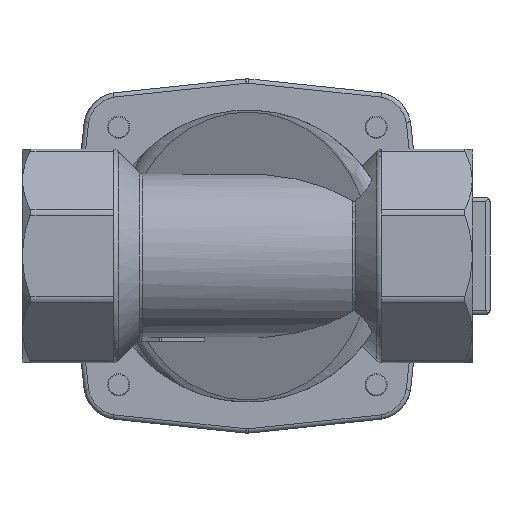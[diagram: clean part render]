
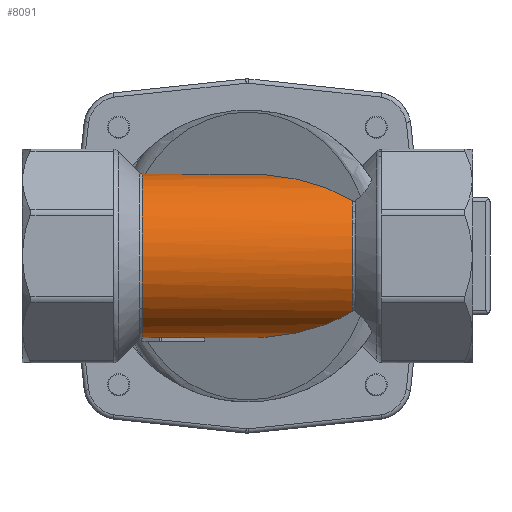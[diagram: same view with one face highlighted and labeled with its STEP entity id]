
A CAD part, front view. The second image highlights one B-rep face of the part: STEP entity #8091.
In plain terms, the highlighted cylindrical face has radius 19.1 mm (diameter 38.2 mm), a partial arc.
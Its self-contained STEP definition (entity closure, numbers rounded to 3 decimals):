
#112=CARTESIAN_POINT('',(-20.454,-2.727,-18.904));
#113=VERTEX_POINT('',#112);
#114=CARTESIAN_POINT('',(-24.436,-0.339,-19.097));
#115=VERTEX_POINT('',#114);
#116=CARTESIAN_POINT('',(-25.0,0.0,0.0));
#117=DIRECTION('',(0.514,0.857,0.0));
#118=DIRECTION('',(-0.857,0.514,0.0));
#119=AXIS2_PLACEMENT_3D('',#116,#117,#118);
#120=ELLIPSE('',#119,37.124,19.1);
#121=EDGE_CURVE('',#113,#115,#120,.T.);
#2968=CARTESIAN_POINT('',(24.436,-14.108,-12.875));
#2969=VERTEX_POINT('',#2968);
#2983=CARTESIAN_POINT('',(-24.436,14.108,-12.875));
#2984=VERTEX_POINT('',#2983);
#2985=CARTESIAN_POINT('',(0.0,0.0,0.0));
#2986=DIRECTION('',(-0.5,-0.866,0.0));
#2987=DIRECTION('',(-0.866,0.5,0.0));
#2988=AXIS2_PLACEMENT_3D('',#2985,#2986,#2987);
#2989=ELLIPSE('',#2988,38.2,19.1);
#2990=EDGE_CURVE('',#2969,#2984,#2989,.F.);
#3014=CARTESIAN_POINT('',(24.436,-14.108,12.875));
#3015=VERTEX_POINT('',#3014);
#3040=CARTESIAN_POINT('',(-24.436,14.108,12.875));
#3041=VERTEX_POINT('',#3040);
#3055=CARTESIAN_POINT('',(0.0,0.0,0.0));
#3056=DIRECTION('',(-0.5,-0.866,0.0));
#3057=DIRECTION('',(-0.866,0.5,0.0));
#3058=AXIS2_PLACEMENT_3D('',#3055,#3056,#3057);
#3059=ELLIPSE('',#3058,38.2,19.1);
#3060=EDGE_CURVE('',#3041,#3015,#3059,.F.);
#7925=CARTESIAN_POINT('',(24.436,0.0,0.0));
#7926=DIRECTION('',(-1.0,0.0,0.0));
#7927=DIRECTION('',(0.0,0.0,1.0));
#7928=AXIS2_PLACEMENT_3D('',#7925,#7926,#7927);
#7929=CIRCLE('',#7928,19.1);
#7930=EDGE_CURVE('',#2969,#3015,#7929,.T.);
#7935=CARTESIAN_POINT('',(-36.5,0.0,0.0));
#7936=DIRECTION('',(1.0,0.0,0.0));
#7937=DIRECTION('',(0.0,0.0,1.0));
#7938=AXIS2_PLACEMENT_3D('',#7935,#7936,#7937);
#7939=CYLINDRICAL_SURFACE('',#7938,19.1);
#7940=ORIENTED_EDGE('',*,*,#3060,.F.);
#7941=CARTESIAN_POINT('',(-24.436,0.0,0.0));
#7942=DIRECTION('',(-1.0,0.0,0.0));
#7943=DIRECTION('',(0.0,0.0,1.0));
#7944=AXIS2_PLACEMENT_3D('',#7941,#7942,#7943);
#7945=CIRCLE('',#7944,19.1);
#7946=EDGE_CURVE('',#115,#3041,#7945,.T.);
#7947=ORIENTED_EDGE('',*,*,#7946,.F.);
#7948=ORIENTED_EDGE('',*,*,#121,.F.);
#7949=CARTESIAN_POINT('',(-20.388,-2.757,-18.9));
#7950=VERTEX_POINT('',#7949);
#7951=CARTESIAN_POINT('',(-20.3,-2.475,-18.94));
#7952=DIRECTION('',(0.001,-0.141,-0.99));
#7953=DIRECTION('',(-0.518,-0.847,0.12));
#7954=AXIS2_PLACEMENT_3D('',#7951,#7952,#7953);
#7955=CIRCLE('',#7954,0.299);
#7956=EDGE_CURVE('',#7950,#113,#7955,.T.);
#7957=ORIENTED_EDGE('',*,*,#7956,.F.);
#7958=CARTESIAN_POINT('',(-20.212,-2.757,-18.9));
#7959=VERTEX_POINT('',#7958);
#7960=CARTESIAN_POINT('',(-20.212,-2.757,-18.9));
#7961=DIRECTION('',(-1.0,0.0,0.0));
#7962=VECTOR('',#7961,0.177);
#7963=LINE('',#7960,#7962);
#7964=EDGE_CURVE('',#7950,#7959,#7963,.F.);
#7965=ORIENTED_EDGE('',*,*,#7964,.T.);
#7966=CARTESIAN_POINT('',(-20.0,-2.47,-18.94));
#7967=VERTEX_POINT('',#7966);
#7968=CARTESIAN_POINT('',(-20.,-2.47,-18.94));
#7969=CARTESIAN_POINT('',(-20.,-2.508,-18.935));
#7970=CARTESIAN_POINT('',(-20.008,-2.548,-18.929));
#7971=CARTESIAN_POINT('',(-20.038,-2.622,-18.919));
#7972=CARTESIAN_POINT('',(-20.061,-2.656,-18.914));
#7973=CARTESIAN_POINT('',(-20.115,-2.709,-18.907));
#7974=CARTESIAN_POINT('',(-20.148,-2.732,-18.904));
#7975=CARTESIAN_POINT('',(-20.194,-2.751,-18.901));
#7976=CARTESIAN_POINT('',(-20.203,-2.754,-18.9));
#7977=CARTESIAN_POINT('',(-20.212,-2.757,-18.9));
#7978=B_SPLINE_CURVE_WITH_KNOTS('',3,(#7968,#7969,#7970,#7971,#7972,#7973,#7974,#7975,#7976,#7977),.UNSPECIFIED.,.F.,.U.,(4,2,2,2,4),(0.136,0.148,0.159,0.17,0.173),.UNSPECIFIED.);
#7979=EDGE_CURVE('',#7967,#7959,#7978,.T.);
#7980=ORIENTED_EDGE('',*,*,#7979,.F.);
#7981=CARTESIAN_POINT('',(-20.0,-1.75,-19.02));
#7982=VERTEX_POINT('',#7981);
#7983=CARTESIAN_POINT('',(-20.0,0.0,0.0));
#7984=DIRECTION('',(-1.0,0.0,0.0));
#7985=DIRECTION('',(0.0,0.0,1.0));
#7986=AXIS2_PLACEMENT_3D('',#7983,#7984,#7985);
#7987=CIRCLE('',#7986,19.1);
#7988=EDGE_CURVE('',#7982,#7967,#7987,.T.);
#7989=ORIENTED_EDGE('',*,*,#7988,.F.);
#7990=CARTESIAN_POINT('',(-10.0,-1.75,-19.02));
#7991=VERTEX_POINT('',#7990);
#7992=CARTESIAN_POINT('',(-10.0,-1.75,-19.02));
#7993=DIRECTION('',(-1.0,0.0,0.0));
#7994=VECTOR('',#7993,10.0);
#7995=LINE('',#7992,#7994);
#7996=EDGE_CURVE('',#7991,#7982,#7995,.T.);
#7997=ORIENTED_EDGE('',*,*,#7996,.F.);
#7998=CARTESIAN_POINT('',(-10.0,1.75,-19.02));
#7999=VERTEX_POINT('',#7998);
#8000=CARTESIAN_POINT('',(-10.0,0.0,0.0));
#8001=DIRECTION('',(-1.0,0.0,0.0));
#8002=DIRECTION('',(0.0,0.0,1.0));
#8003=AXIS2_PLACEMENT_3D('',#8000,#8001,#8002);
#8004=CIRCLE('',#8003,19.1);
#8005=EDGE_CURVE('',#7999,#7991,#8004,.T.);
#8006=ORIENTED_EDGE('',*,*,#8005,.F.);
#8007=CARTESIAN_POINT('',(-19.7,1.75,-19.02));
#8008=VERTEX_POINT('',#8007);
#8009=CARTESIAN_POINT('',(-10.0,1.75,-19.02));
#8010=DIRECTION('',(-1.0,0.0,0.0));
#8011=VECTOR('',#8010,9.7);
#8012=LINE('',#8009,#8011);
#8013=EDGE_CURVE('',#8008,#7999,#8012,.F.);
#8014=ORIENTED_EDGE('',*,*,#8013,.F.);
#8015=CARTESIAN_POINT('',(-20.0,2.05,-18.99));
#8016=VERTEX_POINT('',#8015);
#8017=CARTESIAN_POINT('',(-19.7,1.75,-19.02));
#8018=CARTESIAN_POINT('',(-19.738,1.75,-19.02));
#8019=CARTESIAN_POINT('',(-19.778,1.758,-19.019));
#8020=CARTESIAN_POINT('',(-19.852,1.788,-19.016));
#8021=CARTESIAN_POINT('',(-19.885,1.811,-19.014));
#8022=CARTESIAN_POINT('',(-19.939,1.864,-19.009));
#8023=CARTESIAN_POINT('',(-19.962,1.898,-19.005));
#8024=CARTESIAN_POINT('',(-19.992,1.972,-18.998));
#8025=CARTESIAN_POINT('',(-20.0,2.012,-18.994));
#8026=CARTESIAN_POINT('',(-20.0,2.05,-18.99));
#8027=B_SPLINE_CURVE_WITH_KNOTS('',3,(#8017,#8018,#8019,#8020,#8021,#8022,#8023,#8024,#8025,#8026),.UNSPECIFIED.,.F.,.U.,(4,2,2,2,4),(0.0,0.011,0.023,0.034,0.045),.UNSPECIFIED.);
#8028=EDGE_CURVE('',#8008,#8016,#8027,.T.);
#8029=ORIENTED_EDGE('',*,*,#8028,.T.);
#8030=CARTESIAN_POINT('',(-20.0,2.47,-18.94));
#8031=VERTEX_POINT('',#8030);
#8032=CARTESIAN_POINT('',(-20.0,0.0,0.0));
#8033=DIRECTION('',(-1.0,0.0,0.0));
#8034=DIRECTION('',(0.0,0.0,1.0));
#8035=AXIS2_PLACEMENT_3D('',#8032,#8033,#8034);
#8036=CIRCLE('',#8035,19.1);
#8037=EDGE_CURVE('',#8031,#8016,#8036,.T.);
#8038=ORIENTED_EDGE('',*,*,#8037,.F.);
#8039=CARTESIAN_POINT('',(-20.212,2.757,-18.9));
#8040=VERTEX_POINT('',#8039);
#8041=CARTESIAN_POINT('',(-20.212,2.757,-18.9));
#8042=CARTESIAN_POINT('',(-20.203,2.754,-18.9));
#8043=CARTESIAN_POINT('',(-20.194,2.751,-18.901));
#8044=CARTESIAN_POINT('',(-20.148,2.732,-18.904));
#8045=CARTESIAN_POINT('',(-20.115,2.709,-18.907));
#8046=CARTESIAN_POINT('',(-20.061,2.656,-18.914));
#8047=CARTESIAN_POINT('',(-20.038,2.622,-18.919));
#8048=CARTESIAN_POINT('',(-20.008,2.548,-18.929));
#8049=CARTESIAN_POINT('',(-20.,2.508,-18.935));
#8050=CARTESIAN_POINT('',(-20.,2.47,-18.94));
#8051=B_SPLINE_CURVE_WITH_KNOTS('',3,(#8041,#8042,#8043,#8044,#8045,#8046,#8047,#8048,#8049,#8050),.UNSPECIFIED.,.F.,.U.,(4,2,2,2,4),(0.099,0.102,0.113,0.125,0.136),.UNSPECIFIED.);
#8052=EDGE_CURVE('',#8040,#8031,#8051,.T.);
#8053=ORIENTED_EDGE('',*,*,#8052,.F.);
#8054=CARTESIAN_POINT('',(-20.388,2.757,-18.9));
#8055=VERTEX_POINT('',#8054);
#8056=CARTESIAN_POINT('',(-20.212,2.757,-18.9));
#8057=DIRECTION('',(-1.0,0.0,0.0));
#8058=VECTOR('',#8057,0.177);
#8059=LINE('',#8056,#8058);
#8060=EDGE_CURVE('',#8040,#8055,#8059,.T.);
#8061=ORIENTED_EDGE('',*,*,#8060,.T.);
#8062=CARTESIAN_POINT('',(-20.454,2.727,-18.904));
#8063=VERTEX_POINT('',#8062);
#8064=CARTESIAN_POINT('',(-20.3,2.475,-18.94));
#8065=DIRECTION('',(0.001,0.141,-0.99));
#8066=DIRECTION('',(-0.298,0.945,0.134));
#8067=AXIS2_PLACEMENT_3D('',#8064,#8065,#8066);
#8068=CIRCLE('',#8067,0.299);
#8069=EDGE_CURVE('',#8063,#8055,#8068,.T.);
#8070=ORIENTED_EDGE('',*,*,#8069,.F.);
#8071=CARTESIAN_POINT('',(-24.436,0.339,-19.097));
#8072=VERTEX_POINT('',#8071);
#8073=CARTESIAN_POINT('',(-25.0,0.0,0.0));
#8074=DIRECTION('',(0.514,-0.857,0.0));
#8075=DIRECTION('',(-0.857,-0.514,0.0));
#8076=AXIS2_PLACEMENT_3D('',#8073,#8074,#8075);
#8077=ELLIPSE('',#8076,37.124,19.1);
#8078=EDGE_CURVE('',#8072,#8063,#8077,.T.);
#8079=ORIENTED_EDGE('',*,*,#8078,.F.);
#8080=CARTESIAN_POINT('',(-24.436,0.0,0.0));
#8081=DIRECTION('',(-1.0,0.0,0.0));
#8082=DIRECTION('',(0.0,0.0,1.0));
#8083=AXIS2_PLACEMENT_3D('',#8080,#8081,#8082);
#8084=CIRCLE('',#8083,19.1);
#8085=EDGE_CURVE('',#2984,#8072,#8084,.T.);
#8086=ORIENTED_EDGE('',*,*,#8085,.F.);
#8087=ORIENTED_EDGE('',*,*,#2990,.F.);
#8088=ORIENTED_EDGE('',*,*,#7930,.T.);
#8089=EDGE_LOOP('',(#7940,#7947,#7948,#7957,#7965,#7980,#7989,#7997,#8006,#8014,#8029,#8038,#8053,#8061,#8070,#8079,#8086,#8087,#8088));
#8090=FACE_OUTER_BOUND('',#8089,.T.);
#8091=ADVANCED_FACE('',(#8090),#7939,.T.);
